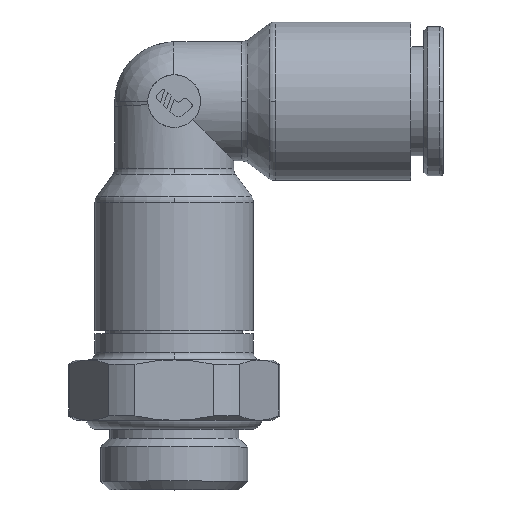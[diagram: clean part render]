
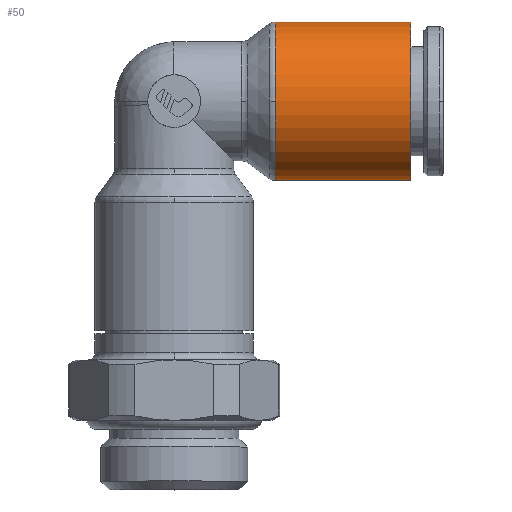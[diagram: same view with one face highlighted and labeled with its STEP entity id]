
A CAD part, top view. The second image highlights one B-rep face of the part: STEP entity #50.
In plain terms, the highlighted cylindrical face has radius 5.25 mm (diameter 10.5 mm), a partial arc.
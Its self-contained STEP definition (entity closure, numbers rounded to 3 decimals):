
#50=ADVANCED_FACE('',(#172),#173,.T.);
#172=FACE_OUTER_BOUND('',#418,.T.);
#173=CYLINDRICAL_SURFACE('',#419,5.25);
#418=EDGE_LOOP('',(#686,#687,#688,#689,#690));
#419=AXIS2_PLACEMENT_3D('',#691,#692,#693);
#686=ORIENTED_EDGE('',*,*,#1603,.F.);
#687=ORIENTED_EDGE('',*,*,#1604,.T.);
#688=ORIENTED_EDGE('',*,*,#1605,.T.);
#689=ORIENTED_EDGE('',*,*,#1606,.F.);
#690=ORIENTED_EDGE('',*,*,#1607,.F.);
#691=CARTESIAN_POINT('',(11.185,21.15,0.0));
#692=DIRECTION('',(1.0,0.0,0.0));
#693=DIRECTION('',(0.0,1.0,0.0));
#1603=EDGE_CURVE('',#1907,#1908,#1909,.T.);
#1604=EDGE_CURVE('',#1907,#1910,#1911,.T.);
#1605=EDGE_CURVE('',#1910,#1912,#1913,.T.);
#1606=EDGE_CURVE('',#1914,#1912,#1915,.T.);
#1607=EDGE_CURVE('',#1908,#1914,#1916,.T.);
#1907=VERTEX_POINT('',#2388);
#1908=VERTEX_POINT('',#2389);
#1909=LINE('',#2390,#2391);
#1910=VERTEX_POINT('',#2392);
#1911=CIRCLE('',#2393,5.25);
#1912=VERTEX_POINT('',#2394);
#1913=CIRCLE('',#2395,5.25);
#1914=VERTEX_POINT('',#2396);
#1915=LINE('',#2397,#2398);
#1916=CIRCLE('',#2399,5.25);
#2388=CARTESIAN_POINT('',(6.685,26.4,0.0));
#2389=CARTESIAN_POINT('',(15.685,26.4,0.0));
#2390=CARTESIAN_POINT('',(11.185,26.4,0.));
#2391=VECTOR('',#3540,1.0);
#2392=CARTESIAN_POINT('',(6.685,21.15,5.25));
#2393=AXIS2_PLACEMENT_3D('',#3541,#3542,#3543);
#2394=CARTESIAN_POINT('',(6.685,15.9,0.));
#2395=AXIS2_PLACEMENT_3D('',#3544,#3545,#3546);
#2396=CARTESIAN_POINT('',(15.685,15.9,0.));
#2397=CARTESIAN_POINT('',(11.185,15.9,0.));
#2398=VECTOR('',#3547,1.0);
#2399=AXIS2_PLACEMENT_3D('',#3548,#3549,#3550);
#3540=DIRECTION('',(1.0,0.0,0.0));
#3541=CARTESIAN_POINT('',(6.685,21.15,0.0));
#3542=DIRECTION('',(1.0,0.0,0.0));
#3543=DIRECTION('',(0.0,1.0,0.0));
#3544=CARTESIAN_POINT('',(6.685,21.15,0.0));
#3545=DIRECTION('',(1.0,0.0,0.0));
#3546=DIRECTION('',(0.0,1.0,0.0));
#3547=DIRECTION('',(-1.0,-0.0,-0.0));
#3548=CARTESIAN_POINT('',(15.685,21.15,0.0));
#3549=DIRECTION('',(1.0,0.0,0.0));
#3550=DIRECTION('',(0.0,1.0,0.0));
